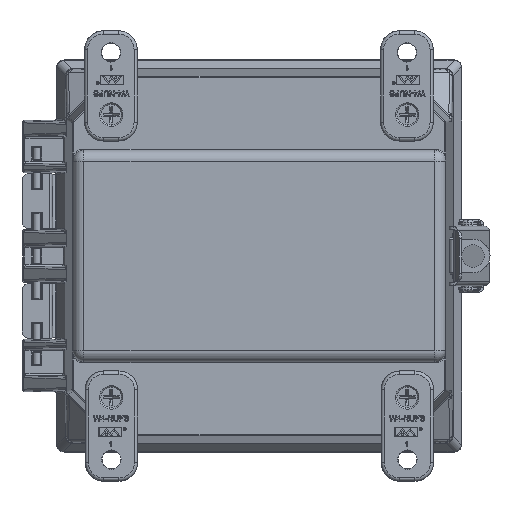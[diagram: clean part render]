
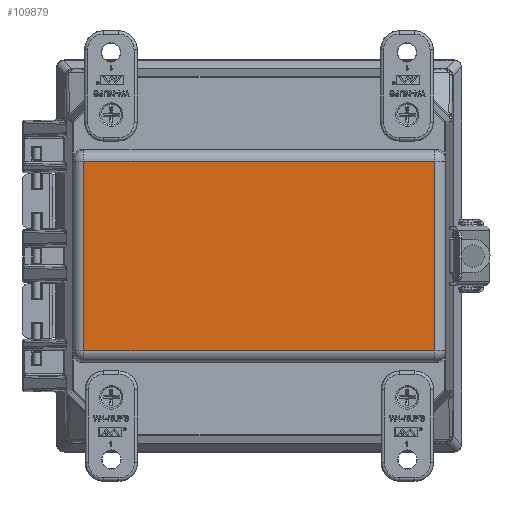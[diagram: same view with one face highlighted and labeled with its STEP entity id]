
A CAD part, front view. The second image highlights one B-rep face of the part: STEP entity #109879.
In plain terms, the highlighted planar face has unit normal (0, -1, 0).
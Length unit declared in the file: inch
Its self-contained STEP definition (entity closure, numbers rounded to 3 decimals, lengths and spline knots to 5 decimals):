
#2419 = DIRECTION ( 'NONE',  ( 0., 0., -1. ) ) ;
#3348 = CARTESIAN_POINT ( 'NONE',  ( -2.90481, -4.125, -1.75 ) ) ;
#3491 = CARTESIAN_POINT ( 'NONE',  ( 2.90481, -4.125, -1.56942 ) ) ;
#7592 = EDGE_CURVE ( 'NONE', #51368, #64489, #45490, .T. ) ;
#8874 = LINE ( 'NONE', #86597, #58318 ) ;
#16001 = EDGE_CURVE ( 'NONE', #92639, #84315, #94867, .T. ) ;
#17455 = ORIENTED_EDGE ( 'NONE', *, *, #16001, .T. ) ;
#26361 = VECTOR ( 'NONE', #100444, 39.37008 ) ;
#30859 = ORIENTED_EDGE ( 'NONE', *, *, #7592, .T. ) ;
#30876 = DIRECTION ( 'NONE',  ( 1., 0., 0. ) ) ;
#31442 = DIRECTION ( 'NONE',  ( 0., 0., -1. ) ) ;
#35471 = CARTESIAN_POINT ( 'NONE',  ( -3.08539, -4.125, 1.56942 ) ) ;
#45490 = LINE ( 'NONE', #82938, #70169 ) ;
#47238 = PLANE ( 'NONE',  #101456 ) ;
#50998 = EDGE_LOOP ( 'NONE', ( #115102, #17455, #76127, #30859 ) ) ;
#51368 = VERTEX_POINT ( 'NONE', #3491 ) ;
#58113 = DIRECTION ( 'NONE',  ( 0., -1., 0. ) ) ;
#58318 = VECTOR ( 'NONE', #30876, 39.37008 ) ;
#64173 = DIRECTION ( 'NONE',  ( 0., 0., 1. ) ) ;
#64489 = VERTEX_POINT ( 'NONE', #95737 ) ;
#70138 = VECTOR ( 'NONE', #31442, 39.37008 ) ;
#70169 = VECTOR ( 'NONE', #64173, 39.37008 ) ;
#76127 = ORIENTED_EDGE ( 'NONE', *, *, #89754, .T. ) ;
#80488 = FACE_OUTER_BOUND ( 'NONE', #50998, .T. ) ;
#82938 = CARTESIAN_POINT ( 'NONE',  ( 2.90481, -4.125, 1.75 ) ) ;
#84315 = VERTEX_POINT ( 'NONE', #90569 ) ;
#86597 = CARTESIAN_POINT ( 'NONE',  ( 3.08539, -4.125, -1.56942 ) ) ;
#89560 = EDGE_CURVE ( 'NONE', #64489, #92639, #97639, .T. ) ;
#89754 = EDGE_CURVE ( 'NONE', #84315, #51368, #8874, .T. ) ;
#90569 = CARTESIAN_POINT ( 'NONE',  ( -2.90481, -4.125, -1.56942 ) ) ;
#92639 = VERTEX_POINT ( 'NONE', #95693 ) ;
#93944 = CARTESIAN_POINT ( 'NONE',  ( -3.36, -4.125, -3.25 ) ) ;
#94867 = LINE ( 'NONE', #3348, #70138 ) ;
#95693 = CARTESIAN_POINT ( 'NONE',  ( -2.90481, -4.125, 1.56942 ) ) ;
#95737 = CARTESIAN_POINT ( 'NONE',  ( 2.90481, -4.125, 1.56942 ) ) ;
#97639 = LINE ( 'NONE', #35471, #26361 ) ;
#100444 = DIRECTION ( 'NONE',  ( -1., 0., 0. ) ) ;
#101456 = AXIS2_PLACEMENT_3D ( 'NONE', #93944, #58113, #2419 ) ;
#109879 = ADVANCED_FACE ( 'NONE', ( #80488 ), #47238, .T. ) ;
#115102 = ORIENTED_EDGE ( 'NONE', *, *, #89560, .T. ) ;
